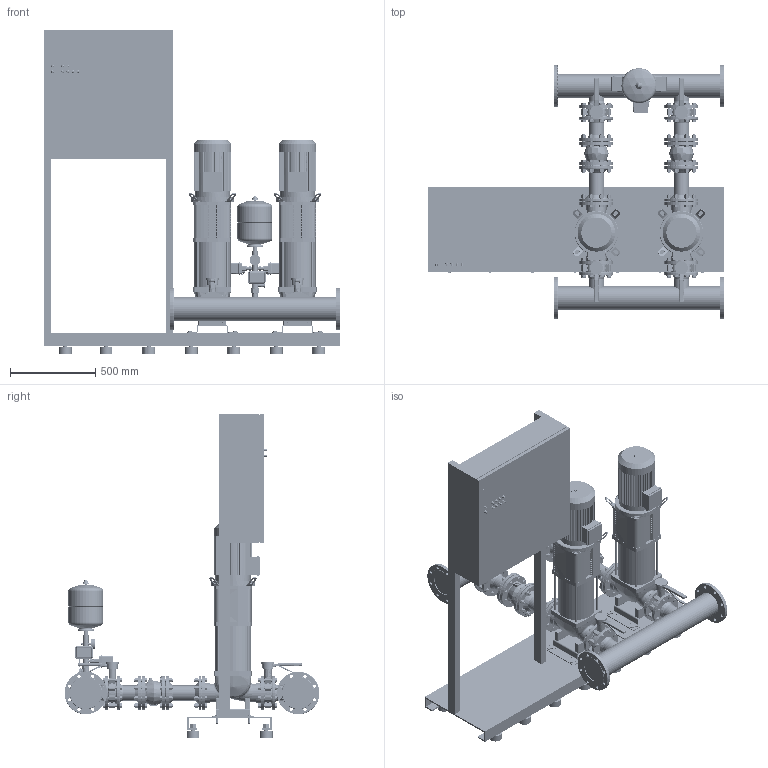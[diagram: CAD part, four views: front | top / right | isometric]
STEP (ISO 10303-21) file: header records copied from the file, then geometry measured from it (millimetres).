
FILE_DESCRIPTION((''),'2;1');
FILE_NAME('3d_FLA-2HELIXV5202_K-02PN10-2534401.stp','2013-07-05T14:26:57',(''),(''),'Mechanical Desktop 2009','Mechanical Desktop 2009',', , ');
FILE_SCHEMA(('CONFIG_CONTROL_DESIGN'));
Length unit declared in the file: millimetre
Products named in the file (1): Product
Bounding box: 1740 x 1498 x 1905 mm (x, y, z)
Volume: 287592051.6 mm3; surface area: 14729482.2 mm2
Topology: 237 solids, 237 shells, 7521 faces, 18755 edges, 12079 vertices
Faces by surface type: bspline 3389, plane 2166, cylinder 1429, torus 276, cone 243, sphere 18
Entity records: 264072 total; most frequent: CARTESIAN_POINT 90453, ORIENTED_EDGE 37426, DIRECTION 32903, EDGE_CURVE 18713, VERTEX_POINT 12074, VECTOR 11095, LINE 11095, AXIS2_PLACEMENT_3D 10904
